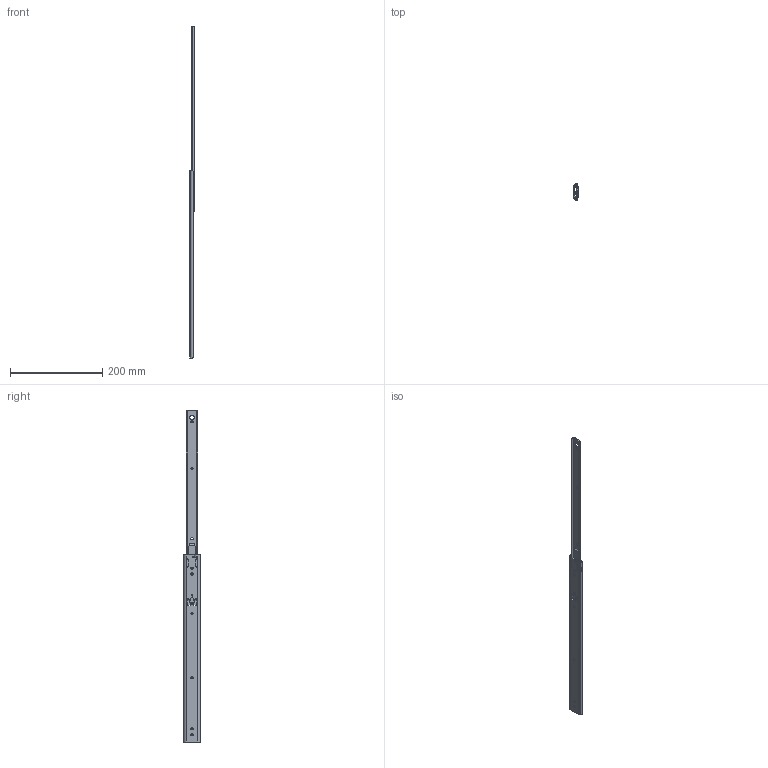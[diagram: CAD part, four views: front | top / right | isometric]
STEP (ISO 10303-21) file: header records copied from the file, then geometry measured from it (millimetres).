
FILE_DESCRIPTION (( 'STEP AP203' ), '1' );
FILE_NAME ('3525-16.STEP', '2020-06-15T05:31:33', ( '' ), ( '' ), 'SwSTEP 2.0', 'SolidWorks 2019', '' );
FILE_SCHEMA (( 'CONFIG_CONTROL_DESIGN' ));
Length unit declared in the file: millimetre
Products named in the file (7): PN235リードイン　 ; 3525-16; PN81バネ（圧縮）; IM 3525-16 ; PN84 バネ; OM 3525-16  ; PN102リベット
Assembly tree (8 placements, depth 2):
  3525-16
    OM 3525-16  
    IM 3525-16 
    PN84 バネ
    PN102リベット  x3
    PN235リードイン　 
    PN81バネ（圧縮）
Bounding box: 9.6 x 35.3 x 721.4 mm (x, y, z)
Volume: 52731 mm3; surface area: 71781.1 mm2
Topology: 8 solids, 8 shells, 351 faces, 969 edges, 638 vertices
Faces by surface type: cylinder 172, plane 170, bspline 9
Entity records: 12569 total; most frequent: CARTESIAN_POINT 2892, ORIENTED_EDGE 1890, DIRECTION 1847, EDGE_CURVE 945, AXIS2_PLACEMENT_3D 645, VERTEX_POINT 622, LINE 557, VECTOR 557
